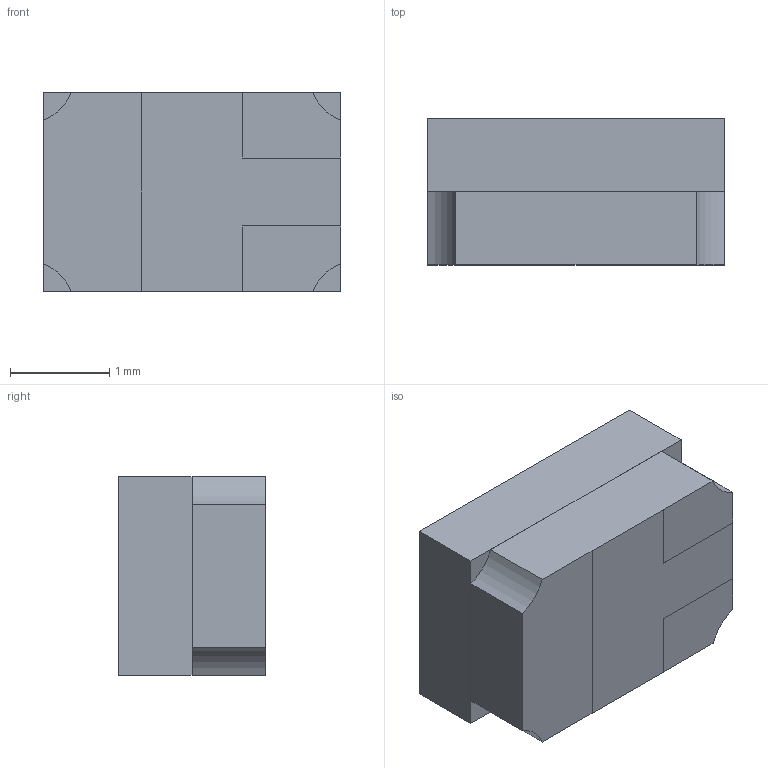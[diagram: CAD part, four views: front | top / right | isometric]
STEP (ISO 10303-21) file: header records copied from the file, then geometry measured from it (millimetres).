
FILE_DESCRIPTION (( 'STEP AP214' ), '1' );
FILE_NAME ('OPR5200.STEP', '2018-04-11T18:21:21', ( '' ), ( '' ), 'SwSTEP 2.0', 'SolidWorks 2015', '' );
FILE_SCHEMA (( 'AUTOMOTIVE_DESIGN' ));
Length unit declared in the file: inch
Products named in the file (1): OPR5200
Bounding box: 3 x 1.47 x 2.01 mm (x, y, z)
Volume: 8.7 mm3; surface area: 38 mm2
Topology: 2 solids, 2 shells, 29 faces, 72 edges, 48 vertices
Faces by surface type: plane 23, cylinder 6
Entity records: 1286 total; most frequent: CARTESIAN_POINT 150, DIRECTION 144, ORIENTED_EDGE 144, EDGE_CURVE 72, VECTOR 60, LINE 60, VERTEX_POINT 48, AXIS2_PLACEMENT_3D 42
